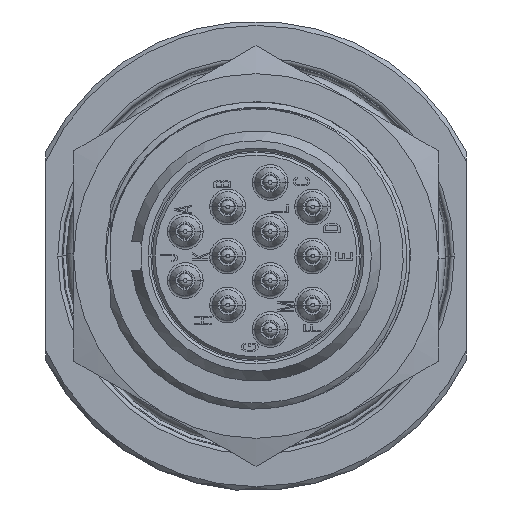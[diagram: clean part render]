
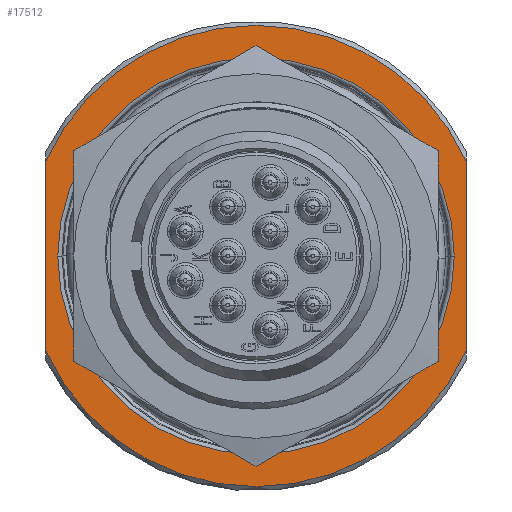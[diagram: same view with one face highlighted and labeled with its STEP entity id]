
A CAD part, left-side view. The second image highlights one B-rep face of the part: STEP entity #17512.
In plain terms, the highlighted planar face has unit normal (-1, 0, 0).
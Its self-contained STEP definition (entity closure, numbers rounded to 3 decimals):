
#245=DIRECTION('',(0.,0.,-1.));
#246=VECTOR('',#245,13.506);
#247=CARTESIAN_POINT('',(20.5,15.,6.753));
#248=LINE('1751',#247,#246);
#249=CARTESIAN_POINT('',(20.5,0.,0.));
#250=DIRECTION('',(1.,0.,0.));
#251=DIRECTION('',(0.,0.912,0.411));
#252=AXIS2_PLACEMENT_3D('',#249,#250,#251);
#254=DIRECTION('',(0.,0.,1.));
#255=VECTOR('',#254,13.506);
#256=CARTESIAN_POINT('',(20.5,-15.,-6.753));
#257=LINE('1752',#256,#255);
#258=CARTESIAN_POINT('',(20.5,0.,0.));
#259=DIRECTION('',(-1.,0.,0.));
#260=DIRECTION('',(0.,0.912,-0.411));
#261=AXIS2_PLACEMENT_3D('',#258,#259,#260);
#273=CARTESIAN_POINT('',(20.5,0.,0.));
#274=DIRECTION('',(1.,0.,0.));
#275=DIRECTION('',(0.,-1.,0.));
#276=AXIS2_PLACEMENT_3D('',#273,#274,#275);
#288=CARTESIAN_POINT('',(20.5,0.,0.));
#289=DIRECTION('',(1.,0.,0.));
#290=DIRECTION('',(0.,1.,0.));
#291=AXIS2_PLACEMENT_3D('',#288,#289,#290);
#14422=CARTESIAN_POINT('',(20.5,15.,6.753));
#14423=CARTESIAN_POINT('',(20.5,15.,-6.753));
#14424=VERTEX_POINT('',#14422);
#14425=VERTEX_POINT('',#14423);
#14426=CARTESIAN_POINT('',(20.5,-15.,-6.753));
#14427=CARTESIAN_POINT('',(20.5,-15.,6.753));
#14428=VERTEX_POINT('',#14426);
#14429=VERTEX_POINT('',#14427);
#14466=CARTESIAN_POINT('',(20.5,-14.139,0.));
#14467=CARTESIAN_POINT('',(20.5,14.139,0.));
#14468=VERTEX_POINT('',#14466);
#14469=VERTEX_POINT('',#14467);
#17494=CARTESIAN_POINT('',(20.5,0.,0.));
#17495=DIRECTION('',(1.,0.,0.));
#17496=DIRECTION('',(0.,-1.,0.));
#17497=AXIS2_PLACEMENT_3D('',#17494,#17495,#17496);
#17498=PLANE('249',#17497);
#17499=ORIENTED_EDGE('1751',*,*,#17407,.F.);
#17501=ORIENTED_EDGE('1766',*,*,#17500,.T.);
#17502=ORIENTED_EDGE('1752',*,*,#17444,.F.);
#17503=ORIENTED_EDGE('1770',*,*,#17487,.F.);
#17504=EDGE_LOOP('249',(#17499,#17501,#17502,#17503));
#17505=FACE_OUTER_BOUND('249',#17504,.F.);
#17507=ORIENTED_EDGE('1792',*,*,#17506,.F.);
#17509=ORIENTED_EDGE('1794',*,*,#17508,.F.);
#17510=EDGE_LOOP('249',(#17507,#17509));
#17511=FACE_BOUND('249',#17510,.F.);
#253=CIRCLE('1766',#252,16.45);
#262=CIRCLE('1770',#261,16.45);
#277=CIRCLE('1792',#276,14.139);
#292=CIRCLE('1794',#291,14.139);
#17407=EDGE_CURVE('1751',#14424,#14425,#248,.T.);
#17444=EDGE_CURVE('1752',#14428,#14429,#257,.T.);
#17487=EDGE_CURVE('1770',#14425,#14428,#262,.T.);
#17500=EDGE_CURVE('1766',#14424,#14429,#253,.T.);
#17506=EDGE_CURVE('1792',#14468,#14469,#277,.T.);
#17508=EDGE_CURVE('1794',#14469,#14468,#292,.T.);
#17512=ADVANCED_FACE('249',(#17505,#17511),#17498,.F.);
